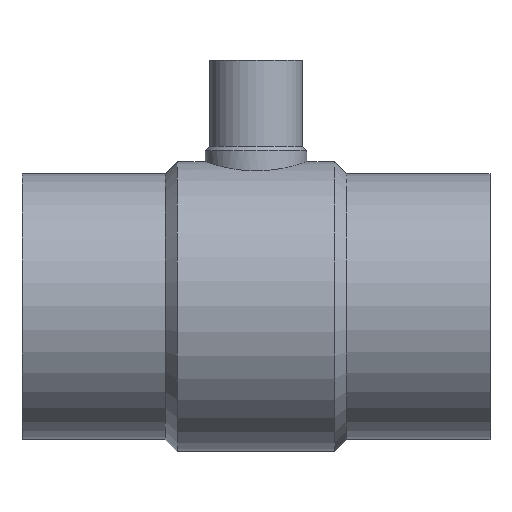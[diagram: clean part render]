
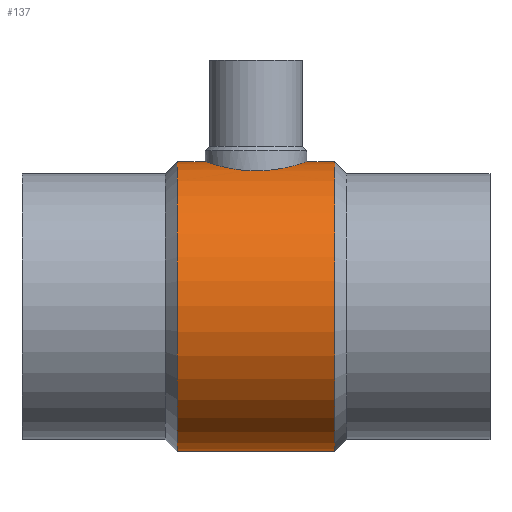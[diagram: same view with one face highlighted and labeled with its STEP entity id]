
A CAD part, top view. The second image highlights one B-rep face of the part: STEP entity #137.
In plain terms, the highlighted cylindrical face has radius 171.8 mm (diameter 343.6 mm), a partial arc.
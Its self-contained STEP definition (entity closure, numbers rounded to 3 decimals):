
#137 = ADVANCED_FACE( '', ( #363 ), #364, .T. );
#151 = EDGE_CURVE( '', #207, #311, #381, .T. );
#199 = VERTEX_POINT( '', #437 );
#207 = VERTEX_POINT( '', #445 );
#231 = EDGE_CURVE( '', #311, #199, #475, .T. );
#265 = EDGE_CURVE( '', #291, #319, #511, .T. );
#267 = EDGE_CURVE( '', #199, #329, #513, .T. );
#277 = EDGE_CURVE( '', #291, #329, #524, .T. );
#279 = EDGE_CURVE( '', #319, #207, #526, .T. );
#291 = VERTEX_POINT( '', #541 );
#311 = VERTEX_POINT( '', #561 );
#319 = VERTEX_POINT( '', #571 );
#329 = VERTEX_POINT( '', #582 );
#363 = FACE_OUTER_BOUND( '', #608, .T. );
#364 = CYLINDRICAL_SURFACE( '', #609, 171.8 );
#381 = LINE( '', #629, #630 );
#437 = CARTESIAN_POINT( '', ( -337.5, 171.8, 0. ) );
#445 = CARTESIAN_POINT( '', ( -184.3, 171.8, 0. ) );
#475 = B_SPLINE_CURVE_WITH_KNOTS( '', 3, ( #876, #877, #878, #879, #880, #881, #882, #883, #884, #885, #886, #887, #888, #889, #890, #891, #892, #893, #894, #895, #896, #897, #898, #899, #900, #901, #902, #903, #904, #905, #906, #907, #908, #909, #910, #911, #912, #913, #914, #915, #916, #917, #918, #919, #920, #921, #922, #923, #924, #925, #926, #927, #928, #929, #930, #931, #932, #933, #934, #935, #936, #937, #938, #939, #940, #941 ), .UNSPECIFIED., .F., .F., ( 4, 2, 2, 2, 2, 2, 2, 2, 2, 2, 2, 2, 2, 2, 2, 2, 2, 2, 2, 2, 2, 2, 2, 2, 2, 2, 2, 2, 2, 2, 2, 2, 4 ), ( 91.243, 96.944, 102.645, 108.346, 114.047, 119.748, 125.45, 131.151, 136.852, 142.556, 148.26, 153.965, 159.669, 165.373, 171.078, 176.782, 182.486, 188.19, 193.895, 199.599, 205.303, 211.008, 216.712, 222.416, 228.121, 233.822, 239.523, 245.224, 250.925, 256.626, 262.327, 268.028, 273.729 ), .UNSPECIFIED. );
#511 = LINE( '', #985, #986 );
#513 = LINE( '', #989, #990 );
#524 = CIRCLE( '', #1008, 171.8 );
#526 = CIRCLE( '', #1011, 171.8 );
#541 = CARTESIAN_POINT( '', ( -370.7, -171.8, 0. ) );
#561 = CARTESIAN_POINT( '', ( -217.5, 171.8, 0. ) );
#571 = CARTESIAN_POINT( '', ( -184.3, -171.8, 0. ) );
#582 = CARTESIAN_POINT( '', ( -370.7, 171.8, 0. ) );
#608 = EDGE_LOOP( '', ( #1175, #1176, #1177, #1178, #1179, #1180 ) );
#609 = AXIS2_PLACEMENT_3D( '', #1181, #1182, #1183 );
#629 = CARTESIAN_POINT( '', ( -277.5, 171.8, 0. ) );
#630 = VECTOR( '', #1214, 1. );
#876 = CARTESIAN_POINT( '', ( -217.5, 171.8, 0. ) );
#877 = CARTESIAN_POINT( '', ( -217.5, 171.8, 1.9 ) );
#878 = CARTESIAN_POINT( '', ( -217.591, 171.768, 3.831 ) );
#879 = CARTESIAN_POINT( '', ( -217.966, 171.638, 7.714 ) );
#880 = CARTESIAN_POINT( '', ( -218.251, 171.539, 9.666 ) );
#881 = CARTESIAN_POINT( '', ( -219.018, 171.275, 13.555 ) );
#882 = CARTESIAN_POINT( '', ( -219.5, 171.111, 15.492 ) );
#883 = CARTESIAN_POINT( '', ( -220.659, 170.721, 19.317 ) );
#884 = CARTESIAN_POINT( '', ( -221.336, 170.497, 21.204 ) );
#885 = CARTESIAN_POINT( '', ( -222.872, 169.997, 24.895 ) );
#886 = CARTESIAN_POINT( '', ( -223.732, 169.722, 26.701 ) );
#887 = CARTESIAN_POINT( '', ( -225.619, 169.133, 30.204 ) );
#888 = CARTESIAN_POINT( '', ( -226.646, 168.82, 31.902 ) );
#889 = CARTESIAN_POINT( '', ( -228.843, 168.171, 35.162 ) );
#890 = CARTESIAN_POINT( '', ( -230.013, 167.836, 36.725 ) );
#891 = CARTESIAN_POINT( '', ( -232.467, 167.158, 39.696 ) );
#892 = CARTESIAN_POINT( '', ( -233.751, 166.816, 41.104 ) );
#893 = CARTESIAN_POINT( '', ( -236.397, 166.142, 43.75 ) );
#894 = CARTESIAN_POINT( '', ( -237.805, 165.798, 45.034 ) );
#895 = CARTESIAN_POINT( '', ( -240.777, 165.111, 47.488 ) );
#896 = CARTESIAN_POINT( '', ( -242.34, 164.769, 48.659 ) );
#897 = CARTESIAN_POINT( '', ( -245.6, 164.104, 50.855 ) );
#898 = CARTESIAN_POINT( '', ( -247.297, 163.782, 51.882 ) );
#899 = CARTESIAN_POINT( '', ( -250.8, 163.172, 53.768 ) );
#900 = CARTESIAN_POINT( '', ( -252.605, 162.885, 54.628 ) );
#901 = CARTESIAN_POINT( '', ( -256.295, 162.362, 56.164 ) );
#902 = CARTESIAN_POINT( '', ( -258.182, 162.126, 56.84 ) );
#903 = CARTESIAN_POINT( '', ( -262.005, 161.715, 57.999 ) );
#904 = CARTESIAN_POINT( '', ( -263.942, 161.54, 58.482 ) );
#905 = CARTESIAN_POINT( '', ( -267.831, 161.261, 59.249 ) );
#906 = CARTESIAN_POINT( '', ( -269.784, 161.155, 59.534 ) );
#907 = CARTESIAN_POINT( '', ( -273.667, 161.016, 59.909 ) );
#908 = CARTESIAN_POINT( '', ( -275.599, 160.982, 60. ) );
#909 = CARTESIAN_POINT( '', ( -279.401, 160.982, 60. ) );
#910 = CARTESIAN_POINT( '', ( -281.333, 161.016, 59.909 ) );
#911 = CARTESIAN_POINT( '', ( -285.216, 161.155, 59.534 ) );
#912 = CARTESIAN_POINT( '', ( -287.169, 161.261, 59.249 ) );
#913 = CARTESIAN_POINT( '', ( -291.058, 161.54, 58.482 ) );
#914 = CARTESIAN_POINT( '', ( -292.995, 161.715, 57.999 ) );
#915 = CARTESIAN_POINT( '', ( -296.818, 162.126, 56.84 ) );
#916 = CARTESIAN_POINT( '', ( -298.705, 162.362, 56.164 ) );
#917 = CARTESIAN_POINT( '', ( -302.395, 162.885, 54.628 ) );
#918 = CARTESIAN_POINT( '', ( -304.2, 163.172, 53.768 ) );
#919 = CARTESIAN_POINT( '', ( -307.703, 163.782, 51.882 ) );
#920 = CARTESIAN_POINT( '', ( -309.4, 164.104, 50.855 ) );
#921 = CARTESIAN_POINT( '', ( -312.66, 164.769, 48.659 ) );
#922 = CARTESIAN_POINT( '', ( -314.223, 165.111, 47.488 ) );
#923 = CARTESIAN_POINT( '', ( -317.195, 165.798, 45.034 ) );
#924 = CARTESIAN_POINT( '', ( -318.603, 166.142, 43.75 ) );
#925 = CARTESIAN_POINT( '', ( -321.249, 166.816, 41.104 ) );
#926 = CARTESIAN_POINT( '', ( -322.533, 167.158, 39.696 ) );
#927 = CARTESIAN_POINT( '', ( -324.987, 167.836, 36.725 ) );
#928 = CARTESIAN_POINT( '', ( -326.157, 168.171, 35.162 ) );
#929 = CARTESIAN_POINT( '', ( -328.354, 168.82, 31.902 ) );
#930 = CARTESIAN_POINT( '', ( -329.381, 169.133, 30.204 ) );
#931 = CARTESIAN_POINT( '', ( -331.268, 169.722, 26.701 ) );
#932 = CARTESIAN_POINT( '', ( -332.128, 169.997, 24.895 ) );
#933 = CARTESIAN_POINT( '', ( -333.664, 170.497, 21.204 ) );
#934 = CARTESIAN_POINT( '', ( -334.341, 170.721, 19.317 ) );
#935 = CARTESIAN_POINT( '', ( -335.5, 171.111, 15.492 ) );
#936 = CARTESIAN_POINT( '', ( -335.982, 171.275, 13.555 ) );
#937 = CARTESIAN_POINT( '', ( -336.749, 171.539, 9.666 ) );
#938 = CARTESIAN_POINT( '', ( -337.034, 171.638, 7.714 ) );
#939 = CARTESIAN_POINT( '', ( -337.409, 171.768, 3.831 ) );
#940 = CARTESIAN_POINT( '', ( -337.5, 171.8, 1.9 ) );
#941 = CARTESIAN_POINT( '', ( -337.5, 171.8, 0. ) );
#985 = CARTESIAN_POINT( '', ( -277.5, -171.8, 0. ) );
#986 = VECTOR( '', #1375, 1. );
#989 = CARTESIAN_POINT( '', ( -277.5, 171.8, 0. ) );
#990 = VECTOR( '', #1376, 1. );
#1008 = AXIS2_PLACEMENT_3D( '', #1388, #1389, #1390 );
#1011 = AXIS2_PLACEMENT_3D( '', #1391, #1392, #1393 );
#1175 = ORIENTED_EDGE( '', *, *, #151, .T. );
#1176 = ORIENTED_EDGE( '', *, *, #231, .T. );
#1177 = ORIENTED_EDGE( '', *, *, #267, .T. );
#1178 = ORIENTED_EDGE( '', *, *, #277, .F. );
#1179 = ORIENTED_EDGE( '', *, *, #265, .T. );
#1180 = ORIENTED_EDGE( '', *, *, #279, .T. );
#1181 = CARTESIAN_POINT( '', ( -277.5, 0., 0. ) );
#1182 = DIRECTION( '', ( 1., 0., 0. ) );
#1183 = DIRECTION( '', ( 0., 1., 0. ) );
#1214 = DIRECTION( '', ( -1., 0., 0. ) );
#1375 = DIRECTION( '', ( 1., 0., 0. ) );
#1376 = DIRECTION( '', ( -1., 0., 0. ) );
#1388 = CARTESIAN_POINT( '', ( -370.7, 0., 0. ) );
#1389 = DIRECTION( '', ( -1., 0., 0. ) );
#1390 = DIRECTION( '', ( 0., 1., 0. ) );
#1391 = CARTESIAN_POINT( '', ( -184.3, 0., 0. ) );
#1392 = DIRECTION( '', ( -1., 0., 0. ) );
#1393 = DIRECTION( '', ( 0., 1., 0. ) );
